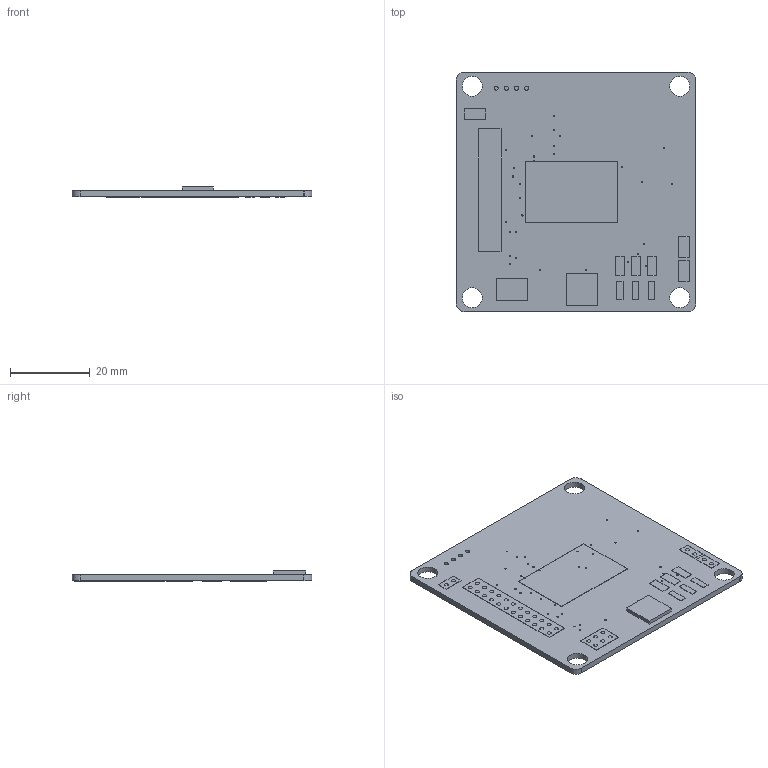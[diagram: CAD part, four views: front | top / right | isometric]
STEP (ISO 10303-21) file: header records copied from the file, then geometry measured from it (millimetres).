
FILE_DESCRIPTION(/* description */ (''),/* implementation_level */ '2;1');
FILE_NAME(/* name */ 'sentry_step.step',/* time_stamp */ '2020-07-28T12:19:48+05:00',/* author */ (''),/* organization */ (''),/* preprocessor_version */ 'ST-DEVELOPER v18.1',/* originating_system */ 'Autodesk Translation Framework v9.3.0.1241',/* authorisation */ '');
FILE_SCHEMA (('AUTOMOTIVE_DESIGN { 1 0 10303 214 3 1 1 }'));
Length unit declared in the file: millimetre
Products named in the file (14): schematicv1.0; Board; Packages; SOT229P700X180-4N; MODULE_ESP32-WROOM-32D; HV210SM02R; 1206; 1X02; 1X04; 2X12; 2X3; LED-1206; 1206 (1); DCJ0202
Assembly tree (26 placements, depth 3):
  schematicv1.0
    Board
    Packages
      SOT229P700X180-4N  x2
      MODULE_ESP32-WROOM-32D
      HV210SM02R
      1206  x3
      1X02  x3
      1X04
      2X12
      2X3
      LED-1206  x3
      1206 (1)  x7
      DCJ0202
Bounding box: 60 x 60 x 2.51 mm (x, y, z)
Volume: 5413.4 mm3; surface area: 10812.2 mm2
Topology: 25 solids, 25 shells, 248 faces, 594 edges, 396 vertices
Faces by surface type: plane 165, cylinder 83
Full cylindrical faces by diameter (mm): 0.35 x35, 1.016 x40, 5 x4
Entity records: 6142 total; most frequent: DIRECTION 1026, CARTESIAN_POINT 941, ORIENTED_EDGE 876, EDGE_CURVE 438, AXIS2_PLACEMENT_3D 377, EDGE_LOOP 334, VERTEX_POINT 292, LINE 272
